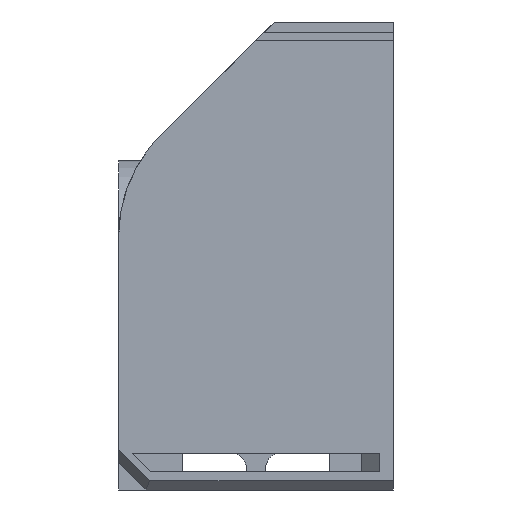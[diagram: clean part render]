
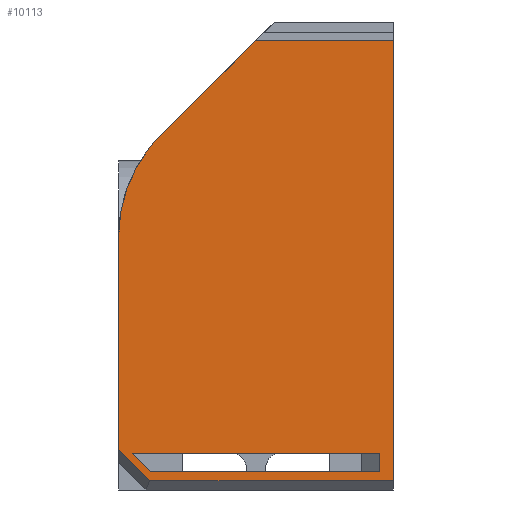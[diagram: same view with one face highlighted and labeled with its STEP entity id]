
A CAD part, left-side view. The second image highlights one B-rep face of the part: STEP entity #10113.
In plain terms, the highlighted planar face has unit normal (-1, 0, 0).
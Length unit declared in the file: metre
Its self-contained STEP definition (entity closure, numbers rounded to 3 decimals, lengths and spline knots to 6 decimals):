
#13=B_SPLINE_CURVE_WITH_KNOTS('',3,(#14806,#14807,#14808,#14809,#14810,
#14811,#14812),.UNSPECIFIED.,.F.,.F.,(4,3,4),(0.,0.352957,0.617675),
 .UNSPECIFIED.);
#974=ORIENTED_EDGE('',*,*,#3303,.T.);
#975=ORIENTED_EDGE('',*,*,#3243,.T.);
#976=ORIENTED_EDGE('',*,*,#3537,.T.);
#977=ORIENTED_EDGE('',*,*,#3582,.F.);
#978=ORIENTED_EDGE('',*,*,#3583,.F.);
#979=ORIENTED_EDGE('',*,*,#3584,.T.);
#980=ORIENTED_EDGE('',*,*,#3511,.F.);
#981=ORIENTED_EDGE('',*,*,#3515,.F.);
#982=ORIENTED_EDGE('',*,*,#3585,.F.);
#983=ORIENTED_EDGE('',*,*,#3586,.T.);
#984=ORIENTED_EDGE('',*,*,#3587,.T.);
#3243=EDGE_CURVE('',#4711,#4710,#5626,.T.);
#3303=EDGE_CURVE('',#4751,#4711,#5686,.T.);
#3511=EDGE_CURVE('',#4868,#4869,#5894,.T.);
#3515=EDGE_CURVE('',#4870,#4868,#5898,.T.);
#3537=EDGE_CURVE('',#4710,#4872,#5920,.T.);
#3582=EDGE_CURVE('',#4751,#4872,#5963,.T.);
#3583=EDGE_CURVE('',#4890,#4891,#13,.T.);
#3584=EDGE_CURVE('',#4890,#4869,#5964,.T.);
#3585=EDGE_CURVE('',#4892,#4870,#5965,.T.);
#3586=EDGE_CURVE('',#4892,#4893,#5966,.T.);
#3587=EDGE_CURVE('',#4893,#4891,#5967,.T.);
#4710=VERTEX_POINT('',#14200);
#4711=VERTEX_POINT('',#14202);
#4751=VERTEX_POINT('',#14321);
#4868=VERTEX_POINT('',#14702);
#4869=VERTEX_POINT('',#14703);
#4870=VERTEX_POINT('',#14708);
#4872=VERTEX_POINT('',#14733);
#4890=VERTEX_POINT('',#14813);
#4891=VERTEX_POINT('',#14814);
#4892=VERTEX_POINT('',#14817);
#4893=VERTEX_POINT('',#14819);
#5626=LINE('',#14201,#7083);
#5686=LINE('',#14320,#7143);
#5894=LINE('',#14701,#7351);
#5898=LINE('',#14709,#7355);
#5920=LINE('',#14734,#7377);
#5963=LINE('',#14804,#7420);
#5964=LINE('',#14815,#7421);
#5965=LINE('',#14816,#7422);
#5966=LINE('',#14818,#7423);
#5967=LINE('',#14820,#7424);
#7083=VECTOR('',#11451,1.);
#7143=VECTOR('',#11549,1.);
#7351=VECTOR('',#11869,1.);
#7355=VECTOR('',#11875,1.);
#7377=VECTOR('',#11899,1.);
#7420=VECTOR('',#11962,1.);
#7421=VECTOR('',#11965,1.);
#7422=VECTOR('',#11966,1.);
#7423=VECTOR('',#11967,1.);
#7424=VECTOR('',#11968,1.);
#8464=EDGE_LOOP('',(#974,#975,#976,#977));
#8465=EDGE_LOOP('',(#978,#979,#980,#981,#982,#983,#984));
#9019=FACE_BOUND('',#8464,.T.);
#9020=FACE_BOUND('',#8465,.T.);
#9573=PLANE('',#10679);
#10113=ADVANCED_FACE('',(#9019,#9020),#9573,.T.);
#10679=AXIS2_PLACEMENT_3D('',#14805,#11963,#11964);
#11451=DIRECTION('',(0.,0.707,0.707));
#11549=DIRECTION('',(0.,1.,0.));
#11869=DIRECTION('',(0.,0.707,0.707));
#11875=DIRECTION('',(0.,1.,0.));
#11899=DIRECTION('',(0.,-1.,0.));
#11962=DIRECTION('',(0.,0.,1.));
#11963=DIRECTION('',(-1.,0.,0.));
#11964=DIRECTION('',(0.,0.,1.));
#11965=DIRECTION('',(0.,0.,-1.));
#11966=DIRECTION('',(0.,0.,-1.));
#11967=DIRECTION('',(0.,1.,0.));
#11968=DIRECTION('',(0.,0.707,-0.707));
#14200=CARTESIAN_POINT('',(-0.085,0.01425,-0.002));
#14201=CARTESIAN_POINT('',(-0.085,0.010688,-0.005563));
#14202=CARTESIAN_POINT('',(-0.085,0.01325,-0.003));
#14320=CARTESIAN_POINT('',(-0.085,0.006625,-0.003));
#14321=CARTESIAN_POINT('',(-0.085,0.00075,-0.003));
#14701=CARTESIAN_POINT('',(-0.085,0.010646,-0.006146));
#14702=CARTESIAN_POINT('',(-0.085,0.013293,-0.0035));
#14703=CARTESIAN_POINT('',(-0.085,0.015,-0.001793));
#14708=CARTESIAN_POINT('',(-0.085,0.,-0.0035));
#14709=CARTESIAN_POINT('',(-0.085,0.00375,-0.0035));
#14733=CARTESIAN_POINT('',(-0.085,0.00075,-0.002));
#14734=CARTESIAN_POINT('',(-0.085,0.000875,-0.002));
#14804=CARTESIAN_POINT('',(-0.085,0.00075,-0.002));
#14805=CARTESIAN_POINT('',(-0.085,0.,-0.002));
#14806=CARTESIAN_POINT('',(-0.085,0.015,0.009797));
#14807=CARTESIAN_POINT('',(-0.085,0.015,0.01094));
#14808=CARTESIAN_POINT('',(-0.085,0.014736,0.012135));
#14809=CARTESIAN_POINT('',(-0.085,0.014222,0.013203));
#14810=CARTESIAN_POINT('',(-0.085,0.013836,0.014005));
#14811=CARTESIAN_POINT('',(-0.085,0.01331,0.014734));
#14812=CARTESIAN_POINT('',(-0.085,0.012704,0.015341));
#14813=CARTESIAN_POINT('',(-0.085,0.015,0.009797));
#14814=CARTESIAN_POINT('',(-0.085,0.012704,0.015341));
#14815=CARTESIAN_POINT('',(-0.085,0.015,-0.002));
#14816=CARTESIAN_POINT('',(-0.085,0.,-0.002));
#14817=CARTESIAN_POINT('',(-0.085,0.,0.0205));
#14818=CARTESIAN_POINT('',(-0.085,0.,0.0205));
#14819=CARTESIAN_POINT('',(-0.085,0.007544,0.0205));
#14820=CARTESIAN_POINT('',(-0.085,0.012578,0.015467));
